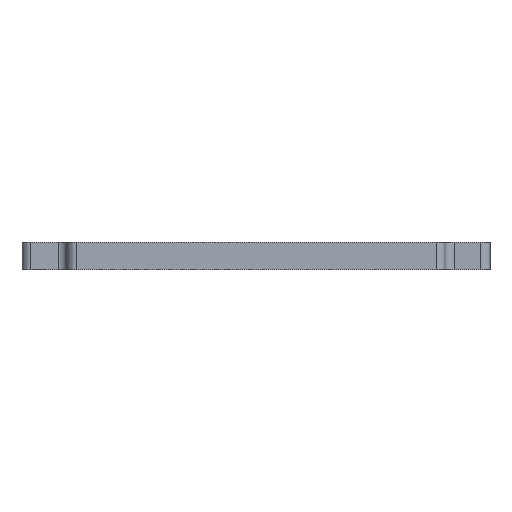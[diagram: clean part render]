
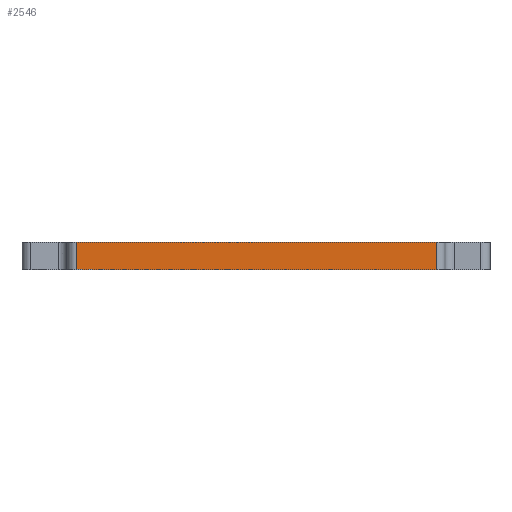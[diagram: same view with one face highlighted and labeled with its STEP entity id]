
A CAD part, front view. The second image highlights one B-rep face of the part: STEP entity #2546.
In plain terms, the highlighted planar face has unit normal (0, -1, 0).
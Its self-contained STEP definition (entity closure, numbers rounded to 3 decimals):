
#44 = PLANE('',#45);
#45 = AXIS2_PLACEMENT_3D('',#46,#47,#48);
#46 = CARTESIAN_POINT('',(0.,0.,0.));
#47 = DIRECTION('',(-0.,-0.,-1.));
#48 = DIRECTION('',(-1.,0.,0.));
#100 = PLANE('',#101);
#101 = AXIS2_PLACEMENT_3D('',#102,#103,#104);
#102 = CARTESIAN_POINT('',(0.,0.,3.));
#103 = DIRECTION('',(-0.,-0.,-1.));
#104 = DIRECTION('',(-1.,0.,0.));
#431 = VERTEX_POINT('',#432);
#432 = CARTESIAN_POINT('',(20.,-8.5,0.));
#447 = CYLINDRICAL_SURFACE('',#448,1.);
#448 = AXIS2_PLACEMENT_3D('',#449,#450,#451);
#449 = CARTESIAN_POINT('',(20.,-7.5,0.));
#450 = DIRECTION('',(0.,0.,1.));
#451 = DIRECTION('',(1.,0.,-0.));
#459 = EDGE_CURVE('',#431,#460,#462,.T.);
#460 = VERTEX_POINT('',#461);
#461 = CARTESIAN_POINT('',(-20.,-8.5,0.));
#462 = SURFACE_CURVE('',#463,(#467,#474),.PCURVE_S1.);
#463 = LINE('',#464,#465);
#464 = CARTESIAN_POINT('',(21.,-8.5,0.));
#465 = VECTOR('',#466,1.);
#466 = DIRECTION('',(-1.,0.,0.));
#467 = PCURVE('',#44,#468);
#468 = DEFINITIONAL_REPRESENTATION('',(#469),#473);
#469 = LINE('',#470,#471);
#470 = CARTESIAN_POINT('',(-21.,-8.5));
#471 = VECTOR('',#472,1.);
#472 = DIRECTION('',(1.,0.));
#473 = ( GEOMETRIC_REPRESENTATION_CONTEXT(2) 
PARAMETRIC_REPRESENTATION_CONTEXT() REPRESENTATION_CONTEXT('2D SPACE',''
  ) );
#474 = PCURVE('',#475,#480);
#475 = PLANE('',#476);
#476 = AXIS2_PLACEMENT_3D('',#477,#478,#479);
#477 = CARTESIAN_POINT('',(21.,-8.5,0.));
#478 = DIRECTION('',(0.,-1.,0.));
#479 = DIRECTION('',(-1.,0.,0.));
#480 = DEFINITIONAL_REPRESENTATION('',(#481),#485);
#481 = LINE('',#482,#483);
#482 = CARTESIAN_POINT('',(0.,-0.));
#483 = VECTOR('',#484,1.);
#484 = DIRECTION('',(1.,0.));
#485 = ( GEOMETRIC_REPRESENTATION_CONTEXT(2) 
PARAMETRIC_REPRESENTATION_CONTEXT() REPRESENTATION_CONTEXT('2D SPACE',''
  ) );
#508 = CYLINDRICAL_SURFACE('',#509,1.);
#509 = AXIS2_PLACEMENT_3D('',#510,#511,#512);
#510 = CARTESIAN_POINT('',(-20.,-7.5,0.));
#511 = DIRECTION('',(0.,0.,1.));
#512 = DIRECTION('',(-1.,0.,0.));
#1427 = VERTEX_POINT('',#1428);
#1428 = CARTESIAN_POINT('',(20.,-8.5,3.));
#1450 = EDGE_CURVE('',#1427,#1451,#1453,.T.);
#1451 = VERTEX_POINT('',#1452);
#1452 = CARTESIAN_POINT('',(-20.,-8.5,3.));
#1453 = SURFACE_CURVE('',#1454,(#1458,#1465),.PCURVE_S1.);
#1454 = LINE('',#1455,#1456);
#1455 = CARTESIAN_POINT('',(21.,-8.5,3.));
#1456 = VECTOR('',#1457,1.);
#1457 = DIRECTION('',(-1.,0.,0.));
#1458 = PCURVE('',#100,#1459);
#1459 = DEFINITIONAL_REPRESENTATION('',(#1460),#1464);
#1460 = LINE('',#1461,#1462);
#1461 = CARTESIAN_POINT('',(-21.,-8.5));
#1462 = VECTOR('',#1463,1.);
#1463 = DIRECTION('',(1.,0.));
#1464 = ( GEOMETRIC_REPRESENTATION_CONTEXT(2) 
PARAMETRIC_REPRESENTATION_CONTEXT() REPRESENTATION_CONTEXT('2D SPACE',''
  ) );
#1465 = PCURVE('',#475,#1466);
#1466 = DEFINITIONAL_REPRESENTATION('',(#1467),#1471);
#1467 = LINE('',#1468,#1469);
#1468 = CARTESIAN_POINT('',(0.,-3.));
#1469 = VECTOR('',#1470,1.);
#1470 = DIRECTION('',(1.,0.));
#1471 = ( GEOMETRIC_REPRESENTATION_CONTEXT(2) 
PARAMETRIC_REPRESENTATION_CONTEXT() REPRESENTATION_CONTEXT('2D SPACE',''
  ) );
#2497 = EDGE_CURVE('',#460,#1451,#2498,.T.);
#2498 = SURFACE_CURVE('',#2499,(#2503,#2510),.PCURVE_S1.);
#2499 = LINE('',#2500,#2501);
#2500 = CARTESIAN_POINT('',(-20.,-8.5,0.));
#2501 = VECTOR('',#2502,1.);
#2502 = DIRECTION('',(0.,0.,1.));
#2503 = PCURVE('',#508,#2504);
#2504 = DEFINITIONAL_REPRESENTATION('',(#2505),#2509);
#2505 = LINE('',#2506,#2507);
#2506 = CARTESIAN_POINT('',(1.571,0.));
#2507 = VECTOR('',#2508,1.);
#2508 = DIRECTION('',(0.,1.));
#2509 = ( GEOMETRIC_REPRESENTATION_CONTEXT(2) 
PARAMETRIC_REPRESENTATION_CONTEXT() REPRESENTATION_CONTEXT('2D SPACE',''
  ) );
#2510 = PCURVE('',#475,#2511);
#2511 = DEFINITIONAL_REPRESENTATION('',(#2512),#2516);
#2512 = LINE('',#2513,#2514);
#2513 = CARTESIAN_POINT('',(41.,0.));
#2514 = VECTOR('',#2515,1.);
#2515 = DIRECTION('',(0.,-1.));
#2516 = ( GEOMETRIC_REPRESENTATION_CONTEXT(2) 
PARAMETRIC_REPRESENTATION_CONTEXT() REPRESENTATION_CONTEXT('2D SPACE',''
  ) );
#2524 = EDGE_CURVE('',#431,#1427,#2525,.T.);
#2525 = SURFACE_CURVE('',#2526,(#2530,#2537),.PCURVE_S1.);
#2526 = LINE('',#2527,#2528);
#2527 = CARTESIAN_POINT('',(20.,-8.5,0.));
#2528 = VECTOR('',#2529,1.);
#2529 = DIRECTION('',(0.,0.,1.));
#2530 = PCURVE('',#447,#2531);
#2531 = DEFINITIONAL_REPRESENTATION('',(#2532),#2536);
#2532 = LINE('',#2533,#2534);
#2533 = CARTESIAN_POINT('',(-1.571,0.));
#2534 = VECTOR('',#2535,1.);
#2535 = DIRECTION('',(-0.,1.));
#2536 = ( GEOMETRIC_REPRESENTATION_CONTEXT(2) 
PARAMETRIC_REPRESENTATION_CONTEXT() REPRESENTATION_CONTEXT('2D SPACE',''
  ) );
#2537 = PCURVE('',#475,#2538);
#2538 = DEFINITIONAL_REPRESENTATION('',(#2539),#2543);
#2539 = LINE('',#2540,#2541);
#2540 = CARTESIAN_POINT('',(1.,0.));
#2541 = VECTOR('',#2542,1.);
#2542 = DIRECTION('',(0.,-1.));
#2543 = ( GEOMETRIC_REPRESENTATION_CONTEXT(2) 
PARAMETRIC_REPRESENTATION_CONTEXT() REPRESENTATION_CONTEXT('2D SPACE',''
  ) );
#2546 = ADVANCED_FACE('',(#2547),#475,.T.);
#2547 = FACE_BOUND('',#2548,.T.);
#2548 = EDGE_LOOP('',(#2549,#2550,#2551,#2552));
#2549 = ORIENTED_EDGE('',*,*,#459,.F.);
#2550 = ORIENTED_EDGE('',*,*,#2524,.T.);
#2551 = ORIENTED_EDGE('',*,*,#1450,.T.);
#2552 = ORIENTED_EDGE('',*,*,#2497,.F.);
